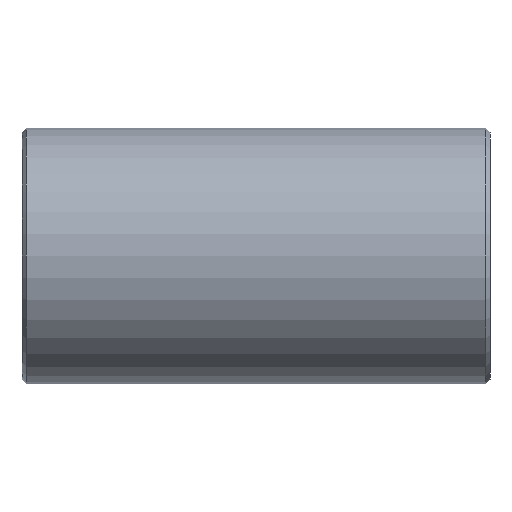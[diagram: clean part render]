
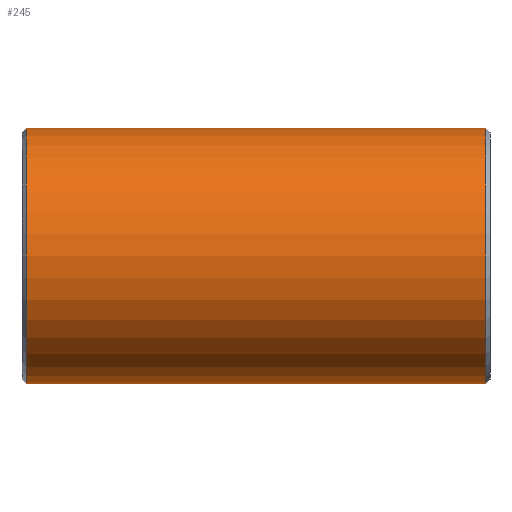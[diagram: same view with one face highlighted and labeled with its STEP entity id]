
A CAD part, front view. The second image highlights one B-rep face of the part: STEP entity #245.
In plain terms, the highlighted cylindrical face has radius 57.15 mm (diameter 114.3 mm), a partial arc.
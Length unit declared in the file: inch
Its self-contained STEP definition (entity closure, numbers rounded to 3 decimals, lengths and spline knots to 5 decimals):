
#32 = EDGE_CURVE ( 'NONE', #362, #138, #197, .T. ) ;
#47 = VERTEX_POINT ( 'NONE', #333 ) ;
#61 = CARTESIAN_POINT ( 'NONE',  ( 4.12, 0., 2.25 ) ) ;
#66 = DIRECTION ( 'NONE',  ( 0., 0., -1. ) ) ;
#72 = VECTOR ( 'NONE', #102, 39.37008 ) ;
#75 = CARTESIAN_POINT ( 'NONE',  ( 4.12, 0., -2.25 ) ) ;
#81 = CYLINDRICAL_SURFACE ( 'NONE', #224, 2.25 ) ;
#84 = EDGE_CURVE ( 'NONE', #362, #538, #225, .T. ) ;
#102 = DIRECTION ( 'NONE',  ( -1., 0., 0. ) ) ;
#111 = DIRECTION ( 'NONE',  ( -1., 0., 0. ) ) ;
#130 = ORIENTED_EDGE ( 'NONE', *, *, #341, .F. ) ;
#138 = VERTEX_POINT ( 'NONE', #427 ) ;
#140 = CARTESIAN_POINT ( 'NONE',  ( 4.12, 0., 2.25 ) ) ;
#152 = CARTESIAN_POINT ( 'NONE',  ( 4.12, 0., -2.25 ) ) ;
#161 = CARTESIAN_POINT ( 'NONE',  ( 4.041, 0., 0. ) ) ;
#166 = ORIENTED_EDGE ( 'NONE', *, *, #32, .F. ) ;
#197 = LINE ( 'NONE', #152, #292 ) ;
#199 = AXIS2_PLACEMENT_3D ( 'NONE', #161, #382, #66 ) ;
#208 = CIRCLE ( 'NONE', #543, 2.25 ) ;
#211 = CARTESIAN_POINT ( 'NONE',  ( -4.041, 0., 2.25 ) ) ;
#214 = FACE_OUTER_BOUND ( 'NONE', #373, .T. ) ;
#224 = AXIS2_PLACEMENT_3D ( 'NONE', #306, #440, #344 ) ;
#225 = CIRCLE ( 'NONE', #199, 2.25 ) ;
#229 = VECTOR ( 'NONE', #422, 39.37008 ) ;
#240 = CARTESIAN_POINT ( 'NONE',  ( 4.041, 0., 2.25 ) ) ;
#245 = ADVANCED_FACE ( 'NONE', ( #214 ), #81, .T. ) ;
#255 = CARTESIAN_POINT ( 'NONE',  ( -4.041, 0., 0. ) ) ;
#263 = VERTEX_POINT ( 'NONE', #496 ) ;
#279 = CARTESIAN_POINT ( 'NONE',  ( 4.041, 0., -2.25 ) ) ;
#280 = VERTEX_POINT ( 'NONE', #211 ) ;
#292 = VECTOR ( 'NONE', #111, 39.37008 ) ;
#306 = CARTESIAN_POINT ( 'NONE',  ( 4.12, 0., 0. ) ) ;
#321 = EDGE_CURVE ( 'NONE', #280, #263, #208, .T. ) ;
#333 = CARTESIAN_POINT ( 'NONE',  ( 0., 0., 2.25 ) ) ;
#341 = EDGE_CURVE ( 'NONE', #138, #263, #437, .T. ) ;
#344 = DIRECTION ( 'NONE',  ( 0., 0., 1. ) ) ;
#348 = ORIENTED_EDGE ( 'NONE', *, *, #84, .T. ) ;
#360 = VECTOR ( 'NONE', #539, 39.37008 ) ;
#362 = VERTEX_POINT ( 'NONE', #279 ) ;
#373 = EDGE_LOOP ( 'NONE', ( #166, #348, #544, #502, #499, #130 ) ) ;
#382 = DIRECTION ( 'NONE',  ( -1., 0., 0. ) ) ;
#408 = EDGE_CURVE ( 'NONE', #47, #280, #414, .T. ) ;
#414 = LINE ( 'NONE', #140, #72 ) ;
#422 = DIRECTION ( 'NONE',  ( -1., 0., 0. ) ) ;
#427 = CARTESIAN_POINT ( 'NONE',  ( 0., 0., -2.25 ) ) ;
#434 = DIRECTION ( 'NONE',  ( 1., 0., 0. ) ) ;
#437 = LINE ( 'NONE', #75, #360 ) ;
#440 = DIRECTION ( 'NONE',  ( -1., 0., 0. ) ) ;
#496 = CARTESIAN_POINT ( 'NONE',  ( -4.041, 0., -2.25 ) ) ;
#499 = ORIENTED_EDGE ( 'NONE', *, *, #321, .T. ) ;
#502 = ORIENTED_EDGE ( 'NONE', *, *, #408, .T. ) ;
#516 = LINE ( 'NONE', #61, #229 ) ;
#538 = VERTEX_POINT ( 'NONE', #240 ) ;
#539 = DIRECTION ( 'NONE',  ( -1., 0., 0. ) ) ;
#543 = AXIS2_PLACEMENT_3D ( 'NONE', #255, #434, #579 ) ;
#544 = ORIENTED_EDGE ( 'NONE', *, *, #584, .T. ) ;
#579 = DIRECTION ( 'NONE',  ( 0., 0., 1. ) ) ;
#584 = EDGE_CURVE ( 'NONE', #538, #47, #516, .T. ) ;
